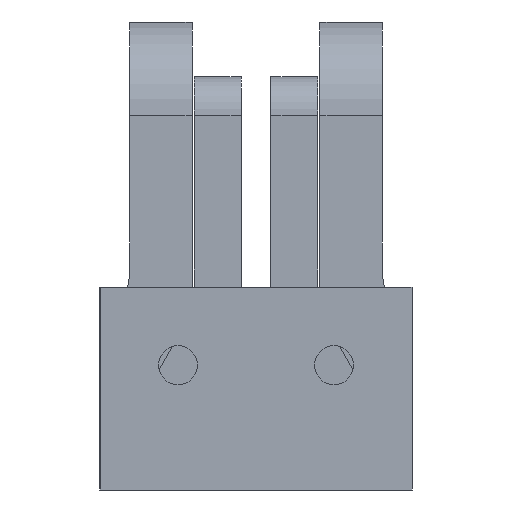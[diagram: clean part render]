
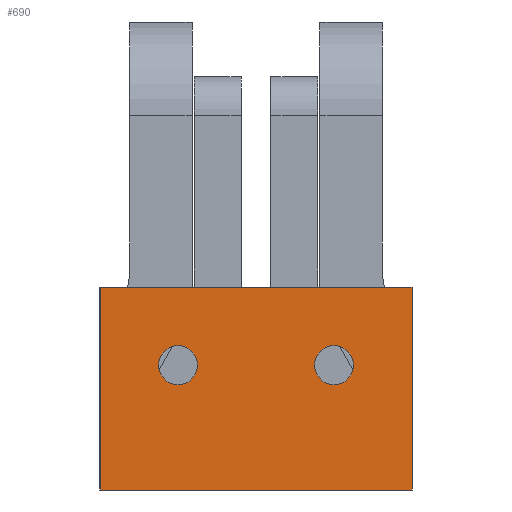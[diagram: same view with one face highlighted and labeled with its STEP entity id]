
A CAD part, left-side view. The second image highlights one B-rep face of the part: STEP entity #690.
In plain terms, the highlighted planar face has unit normal (-1, 0, 0).
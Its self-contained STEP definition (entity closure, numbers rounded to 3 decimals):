
#28 = VERTEX_POINT ( 'NONE', #510 ) ;
#55 = LINE ( 'NONE', #2030, #1158 ) ;
#112 = EDGE_LOOP ( 'NONE', ( #576, #1992 ) ) ;
#142 = CARTESIAN_POINT ( 'NONE',  ( -48., 10., 0. ) ) ;
#187 = CARTESIAN_POINT ( 'NONE',  ( -48., -10., 13. ) ) ;
#233 = DIRECTION ( 'NONE',  ( -1., 0., 0. ) ) ;
#303 = DIRECTION ( 'NONE',  ( 0., 0., 1. ) ) ;
#344 = DIRECTION ( 'NONE',  ( 1., 0., 0. ) ) ;
#415 = DIRECTION ( 'NONE',  ( -1., 0., 0. ) ) ;
#417 = EDGE_CURVE ( 'NONE', #718, #1051, #1020, .T. ) ;
#431 = CIRCLE ( 'NONE', #1516, 1.25 ) ;
#439 = EDGE_CURVE ( 'NONE', #1796, #1280, #2130, .T. ) ;
#452 = DIRECTION ( 'NONE',  ( 0., -1., 0. ) ) ;
#467 = VECTOR ( 'NONE', #452, 1000. ) ;
#480 = CARTESIAN_POINT ( 'NONE',  ( -48., 5., 6.75 ) ) ;
#502 = FACE_BOUND ( 'NONE', #112, .T. ) ;
#503 = VECTOR ( 'NONE', #1885, 1000. ) ;
#510 = CARTESIAN_POINT ( 'NONE',  ( -48., -10., 0. ) ) ;
#576 = ORIENTED_EDGE ( 'NONE', *, *, #1353, .F. ) ;
#621 = DIRECTION ( 'NONE',  ( 0., 0., 1. ) ) ;
#663 = CARTESIAN_POINT ( 'NONE',  ( -48., -5., 9.25 ) ) ;
#690 = ADVANCED_FACE ( 'NONE', ( #502, #991, #2000 ), #2147, .F. ) ;
#718 = VERTEX_POINT ( 'NONE', #960 ) ;
#740 = AXIS2_PLACEMENT_3D ( 'NONE', #798, #1620, #621 ) ;
#798 = CARTESIAN_POINT ( 'NONE',  ( -48., -5., 8. ) ) ;
#956 = CIRCLE ( 'NONE', #1623, 1.25 ) ;
#960 = CARTESIAN_POINT ( 'NONE',  ( -48., -5., 6.75 ) ) ;
#972 = ORIENTED_EDGE ( 'NONE', *, *, #1624, .F. ) ;
#991 = FACE_BOUND ( 'NONE', #1048, .T. ) ;
#1020 = CIRCLE ( 'NONE', #740, 1.25 ) ;
#1048 = EDGE_LOOP ( 'NONE', ( #1174, #972 ) ) ;
#1051 = VERTEX_POINT ( 'NONE', #663 ) ;
#1092 = EDGE_LOOP ( 'NONE', ( #1575, #1249, #2034, #1097 ) ) ;
#1097 = ORIENTED_EDGE ( 'NONE', *, *, #2154, .T. ) ;
#1148 = DIRECTION ( 'NONE',  ( 0., 0., -1. ) ) ;
#1158 = VECTOR ( 'NONE', #1203, 1000. ) ;
#1174 = ORIENTED_EDGE ( 'NONE', *, *, #1313, .F. ) ;
#1203 = DIRECTION ( 'NONE',  ( 0., 0., -1. ) ) ;
#1206 = DIRECTION ( 'NONE',  ( 0., 0., 1. ) ) ;
#1211 = LINE ( 'NONE', #1498, #503 ) ;
#1227 = VECTOR ( 'NONE', #2102, 1000. ) ;
#1244 = VERTEX_POINT ( 'NONE', #142 ) ;
#1249 = ORIENTED_EDGE ( 'NONE', *, *, #2070, .F. ) ;
#1266 = AXIS2_PLACEMENT_3D ( 'NONE', #1715, #233, #1206 ) ;
#1280 = VERTEX_POINT ( 'NONE', #187 ) ;
#1296 = CARTESIAN_POINT ( 'NONE',  ( -48., 0., 13. ) ) ;
#1313 = EDGE_CURVE ( 'NONE', #2117, #1741, #1549, .T. ) ;
#1321 = CARTESIAN_POINT ( 'NONE',  ( -48., -10., 0. ) ) ;
#1353 = EDGE_CURVE ( 'NONE', #1051, #718, #431, .T. ) ;
#1385 = EDGE_CURVE ( 'NONE', #1244, #28, #1633, .T. ) ;
#1485 = CARTESIAN_POINT ( 'NONE',  ( -48., -10., 3. ) ) ;
#1498 = CARTESIAN_POINT ( 'NONE',  ( -48., 10., 3. ) ) ;
#1516 = AXIS2_PLACEMENT_3D ( 'NONE', #1816, #1642, #303 ) ;
#1549 = CIRCLE ( 'NONE', #1266, 1.25 ) ;
#1575 = ORIENTED_EDGE ( 'NONE', *, *, #1385, .T. ) ;
#1620 = DIRECTION ( 'NONE',  ( -1., 0., 0. ) ) ;
#1623 = AXIS2_PLACEMENT_3D ( 'NONE', #1757, #415, #1949 ) ;
#1624 = EDGE_CURVE ( 'NONE', #1741, #2117, #956, .T. ) ;
#1627 = CARTESIAN_POINT ( 'NONE',  ( -48., 10., 13. ) ) ;
#1633 = LINE ( 'NONE', #1321, #467 ) ;
#1642 = DIRECTION ( 'NONE',  ( -1., 0., 0. ) ) ;
#1693 = AXIS2_PLACEMENT_3D ( 'NONE', #1485, #344, #1148 ) ;
#1715 = CARTESIAN_POINT ( 'NONE',  ( -48., 5., 8. ) ) ;
#1741 = VERTEX_POINT ( 'NONE', #480 ) ;
#1757 = CARTESIAN_POINT ( 'NONE',  ( -48., 5., 8. ) ) ;
#1796 = VERTEX_POINT ( 'NONE', #1627 ) ;
#1816 = CARTESIAN_POINT ( 'NONE',  ( -48., -5., 8. ) ) ;
#1855 = CARTESIAN_POINT ( 'NONE',  ( -48., 5., 9.25 ) ) ;
#1885 = DIRECTION ( 'NONE',  ( 0., 0., -1. ) ) ;
#1949 = DIRECTION ( 'NONE',  ( 0., 0., 1. ) ) ;
#1992 = ORIENTED_EDGE ( 'NONE', *, *, #417, .F. ) ;
#2000 = FACE_OUTER_BOUND ( 'NONE', #1092, .T. ) ;
#2030 = CARTESIAN_POINT ( 'NONE',  ( -48., -10., 3. ) ) ;
#2034 = ORIENTED_EDGE ( 'NONE', *, *, #439, .F. ) ;
#2070 = EDGE_CURVE ( 'NONE', #1280, #28, #55, .T. ) ;
#2102 = DIRECTION ( 'NONE',  ( 0., -1., 0. ) ) ;
#2117 = VERTEX_POINT ( 'NONE', #1855 ) ;
#2130 = LINE ( 'NONE', #1296, #1227 ) ;
#2147 = PLANE ( 'NONE',  #1693 ) ;
#2154 = EDGE_CURVE ( 'NONE', #1796, #1244, #1211, .T. ) ;
